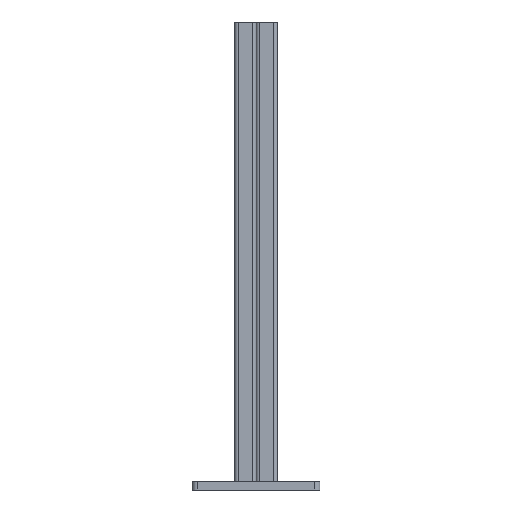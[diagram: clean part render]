
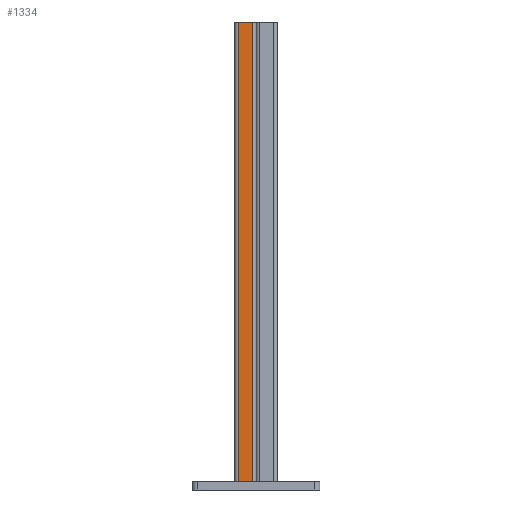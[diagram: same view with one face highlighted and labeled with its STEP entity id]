
A CAD part, left-side view. The second image highlights one B-rep face of the part: STEP entity #1334.
In plain terms, the highlighted planar face has unit normal (-1, 0, 0).
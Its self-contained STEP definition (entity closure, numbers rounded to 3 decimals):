
#48 = FACE_OUTER_BOUND ( 'NONE', #3179, .T. ) ;
#740 = LINE ( 'NONE', #3290, #743 ) ;
#743 = VECTOR ( 'NONE', #3289, 1000. ) ;
#750 = LINE ( 'NONE', #3273, #753 ) ;
#753 = VECTOR ( 'NONE', #3257, 1000. ) ;
#1139 = LINE ( 'NONE', #2954, #1143 ) ;
#1143 = VECTOR ( 'NONE', #2956, 1000. ) ;
#1165 = LINE ( 'NONE', #2998, #1168 ) ;
#1168 = VECTOR ( 'NONE', #2999, 1000. ) ;
#1274 = EDGE_CURVE ( 'NONE', #2671, #2647, #740, .T. ) ;
#1280 = EDGE_CURVE ( 'NONE', #2633, #2671, #750, .T. ) ;
#1334 = ADVANCED_FACE ( 'NONE', ( #48 ), #3317, .F. ) ;
#1762 = AXIS2_PLACEMENT_3D ( 'NONE', #3323, #3311, #3309 ) ;
#2392 = ORIENTED_EDGE ( 'NONE', *, *, #2697, .T. ) ;
#2393 = ORIENTED_EDGE ( 'NONE', *, *, #1280, .F. ) ;
#2394 = ORIENTED_EDGE ( 'NONE', *, *, #1274, .F. ) ;
#2395 = ORIENTED_EDGE ( 'NONE', *, *, #2715, .T. ) ;
#2633 = VERTEX_POINT ( 'NONE', #2897 ) ;
#2647 = VERTEX_POINT ( 'NONE', #2911 ) ;
#2651 = VERTEX_POINT ( 'NONE', #2915 ) ;
#2671 = VERTEX_POINT ( 'NONE', #2935 ) ;
#2697 = EDGE_CURVE ( 'NONE', #2633, #2651, #1139, .T. ) ;
#2715 = EDGE_CURVE ( 'NONE', #2651, #2647, #1165, .T. ) ;
#2897 = CARTESIAN_POINT ( 'NONE',  ( -20.5, 17.5, 450. ) ) ;
#2911 = CARTESIAN_POINT ( 'NONE',  ( -20.5, 3.5, 0. ) ) ;
#2915 = CARTESIAN_POINT ( 'NONE',  ( -20.5, 17.5, 0. ) ) ;
#2935 = CARTESIAN_POINT ( 'NONE',  ( -20.5, 3.5, 450. ) ) ;
#2954 = CARTESIAN_POINT ( 'NONE',  ( -20.5, 17.5, 450. ) ) ;
#2956 = DIRECTION ( 'NONE',  ( 0., 0., -1. ) ) ;
#2998 = CARTESIAN_POINT ( 'NONE',  ( -20.5, 0., 0. ) ) ;
#2999 = DIRECTION ( 'NONE',  ( 0., -1., 0. ) ) ;
#3179 = EDGE_LOOP ( 'NONE', ( #2395, #2394, #2393, #2392 ) ) ;
#3257 = DIRECTION ( 'NONE',  ( 0., -1., 0. ) ) ;
#3273 = CARTESIAN_POINT ( 'NONE',  ( -20.5, 0., 450. ) ) ;
#3289 = DIRECTION ( 'NONE',  ( 0., 0., -1. ) ) ;
#3290 = CARTESIAN_POINT ( 'NONE',  ( -20.5, 3.5, 450. ) ) ;
#3309 = DIRECTION ( 'NONE',  ( 0., 1., 0. ) ) ;
#3311 = DIRECTION ( 'NONE',  ( 1., 0., 0. ) ) ;
#3317 = PLANE ( 'NONE',  #1762 ) ;
#3323 = CARTESIAN_POINT ( 'NONE',  ( -20.5, 0., 450. ) ) ;
